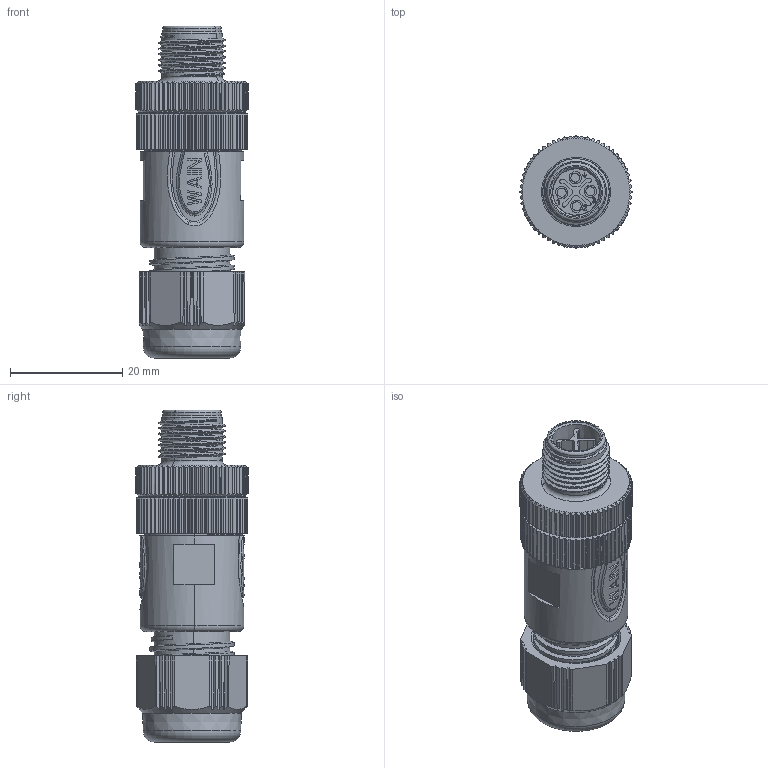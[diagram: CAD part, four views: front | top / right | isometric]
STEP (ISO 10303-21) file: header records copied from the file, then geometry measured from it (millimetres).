
FILE_DESCRIPTION(/* description */ (''),/* implementation_level */ '2;1');
FILE_NAME(/* name */ '3D-M12-MC04S-T-D6_stp.stp',/* time_stamp */ '2024-04-02T09:37:46+08:00',/* author */ (''),/* organization */ (''),/* preprocessor_version */ 'ST-DEVELOPER v18.1',/* originating_system */ 'SIEMENS PLM Software NX 1980',/* authorisation */ '');
FILE_SCHEMA (('AUTOMOTIVE_DESIGN { 1 0 10303 214 3 1 1 1 }'));
Length unit declared in the file: millimetre
Products named in the file (1): 3D-M12-MC04S-T-D6_stp
Bounding box: 20 x 20 x 59.05 mm (x, y, z)
Volume: 13268.5 mm3; surface area: 6369.8 mm2
Topology: 1 solids, 3 shells, 1000 faces, 2623 edges, 1667 vertices
Faces by surface type: plane 463, cylinder 325, cone 163, bspline 30, torus 11, extrusion 8
Full cylindrical faces by diameter (mm): 1.6 x4, 6.2 x1, 8.45 x1, 15.26 x1, 15.788 x1
Entity records: 37550 total; most frequent: CARTESIAN_POINT 14114, ORIENTED_EDGE 5192, DIRECTION 4471, EDGE_CURVE 2596, AXIS2_PLACEMENT_3D 1665, VERTEX_POINT 1656, VECTOR 1141, LINE 1133
